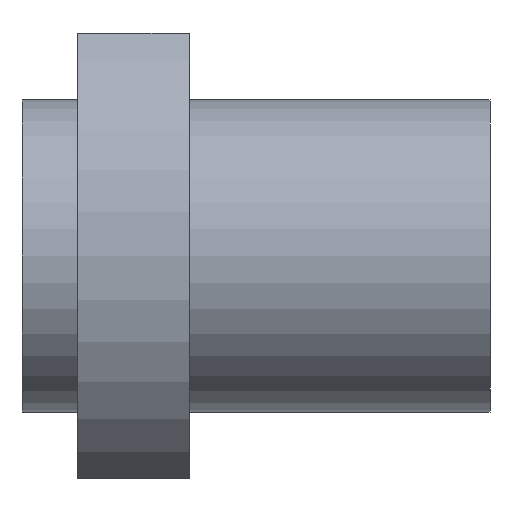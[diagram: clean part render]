
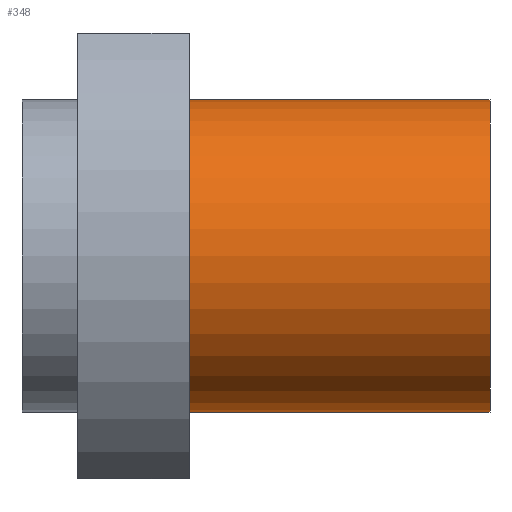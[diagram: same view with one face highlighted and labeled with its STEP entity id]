
A CAD part, front view. The second image highlights one B-rep face of the part: STEP entity #348.
In plain terms, the highlighted cylindrical face has radius 14 mm (diameter 28 mm), a full revolution.
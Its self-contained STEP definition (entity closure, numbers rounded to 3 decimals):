
#48=FACE_OUTER_BOUND('',#68,.T.);
#68=EDGE_LOOP('',(#247,#248,#249,#250));
#105=LINE('',#552,#124);
#124=VECTOR('',#442,14.);
#144=CIRCLE('',#386,14.);
#145=CIRCLE('',#387,14.);
#168=VERTEX_POINT('',#549);
#169=VERTEX_POINT('',#551);
#200=EDGE_CURVE('',#168,#168,#144,.T.);
#201=EDGE_CURVE('',#168,#169,#105,.T.);
#202=EDGE_CURVE('',#169,#169,#145,.T.);
#247=ORIENTED_EDGE('',*,*,#200,.F.);
#248=ORIENTED_EDGE('',*,*,#201,.T.);
#249=ORIENTED_EDGE('',*,*,#202,.F.);
#250=ORIENTED_EDGE('',*,*,#201,.F.);
#336=CYLINDRICAL_SURFACE('',#385,14.);
#348=ADVANCED_FACE('',(#48),#336,.T.);
#385=AXIS2_PLACEMENT_3D('',#548,#438,#439);
#386=AXIS2_PLACEMENT_3D('',#550,#440,#441);
#387=AXIS2_PLACEMENT_3D('',#553,#443,#444);
#438=DIRECTION('center_axis',(1.,0.,0.));
#439=DIRECTION('ref_axis',(0.,0.,-1.));
#440=DIRECTION('center_axis',(1.,0.,0.));
#441=DIRECTION('ref_axis',(0.,0.,-1.));
#442=DIRECTION('',(-1.,0.,0.));
#443=DIRECTION('center_axis',(-1.,0.,0.));
#444=DIRECTION('ref_axis',(0.,0.,-1.));
#548=CARTESIAN_POINT('Origin',(21.,0.,0.));
#549=CARTESIAN_POINT('',(42.,0.,14.));
#550=CARTESIAN_POINT('Origin',(42.,0.,0.));
#551=CARTESIAN_POINT('',(15.,0.,14.));
#552=CARTESIAN_POINT('',(21.,0.,14.));
#553=CARTESIAN_POINT('Origin',(15.,0.,0.));
